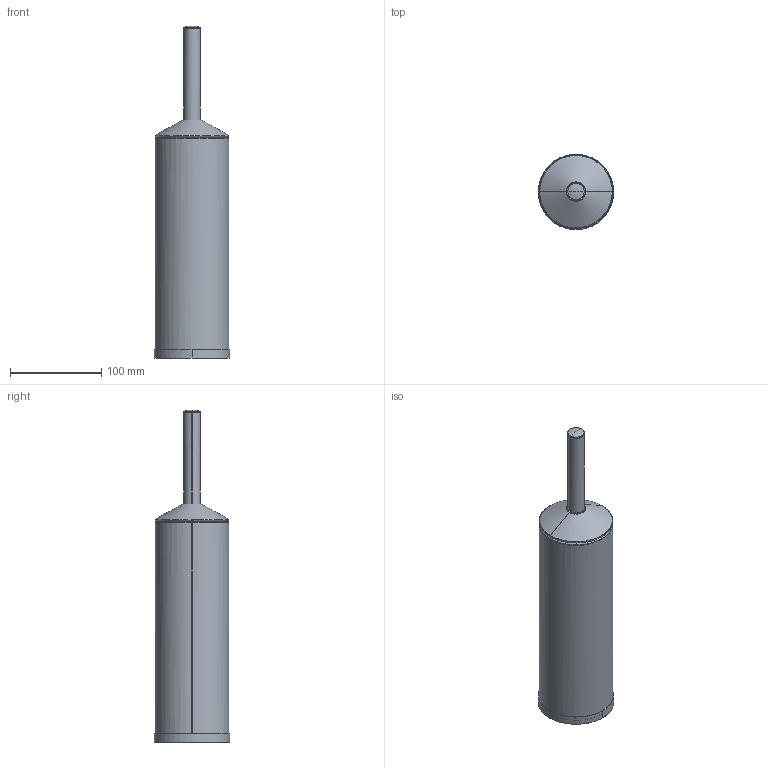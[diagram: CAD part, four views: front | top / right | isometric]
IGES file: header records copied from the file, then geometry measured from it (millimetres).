
Start section:  PTC IGES file: a44994_asm.igs  PTC IGES file: 44048_sw0001.igs  PTC IGES file: 44066_sw0001.igs  PTC IGES file: 44066.igs  PTC IGES file: 44287_sw0001.igs  PTC IGES file: 44294_sw0001.igs
Global section: file name: 31H; native system: Rhinoceros ( Mar  9 2011 ); preprocessor: Trout Lake IGES 012 Mar  9 2011; date: 121204.134729; units: millimetre
Bounding box: 82.5 x 82.5 x 363.63 mm (x, y, z)
Surface area: 92612.2 mm2 (no closed solid volume)
Topology: 0 solids, 0 shells, 23 faces, 186 edges, 184 vertices
Faces by surface type: bspline 23
